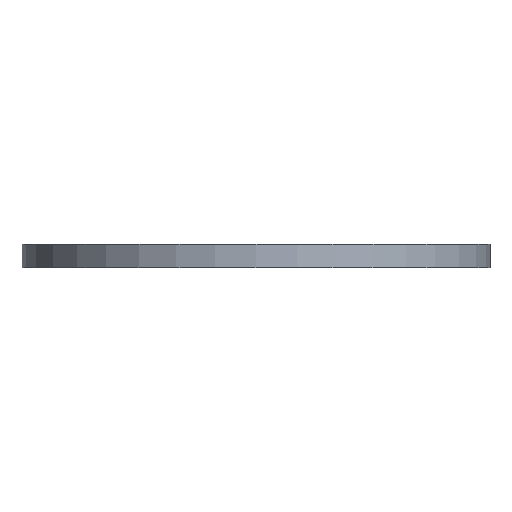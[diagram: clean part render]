
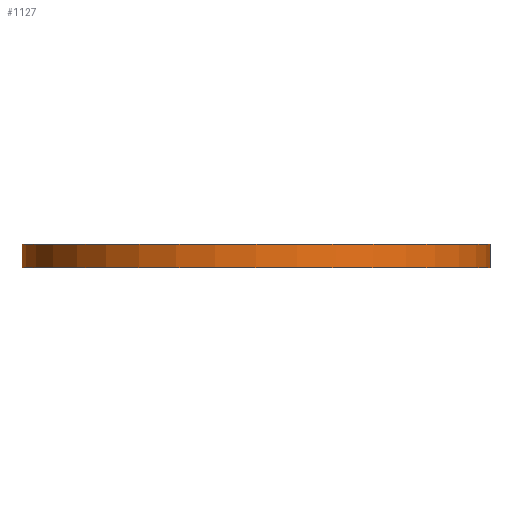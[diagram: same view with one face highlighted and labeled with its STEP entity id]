
A CAD part, front view. The second image highlights one B-rep face of the part: STEP entity #1127.
In plain terms, the highlighted cylindrical face has radius 50 mm (diameter 100 mm), a full revolution.
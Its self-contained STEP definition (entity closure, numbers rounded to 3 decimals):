
#101=CIRCLE('',#1215,50.);
#102=CIRCLE('',#1216,50.);
#123=CYLINDRICAL_SURFACE('',#1214,50.);
#176=FACE_OUTER_BOUND('',#231,.T.);
#231=EDGE_LOOP('',(#929,#930,#931,#932));
#326=LINE('',#2105,#379);
#379=VECTOR('',#1405,50.);
#552=VERTEX_POINT('',#2102);
#553=VERTEX_POINT('',#2104);
#714=EDGE_CURVE('',#552,#552,#101,.T.);
#715=EDGE_CURVE('',#552,#553,#326,.T.);
#716=EDGE_CURVE('',#553,#553,#102,.T.);
#929=ORIENTED_EDGE('',*,*,#714,.F.);
#930=ORIENTED_EDGE('',*,*,#715,.T.);
#931=ORIENTED_EDGE('',*,*,#716,.F.);
#932=ORIENTED_EDGE('',*,*,#715,.F.);
#1127=ADVANCED_FACE('',(#176),#123,.T.);
#1214=AXIS2_PLACEMENT_3D('',#2101,#1401,#1402);
#1215=AXIS2_PLACEMENT_3D('',#2103,#1403,#1404);
#1216=AXIS2_PLACEMENT_3D('',#2106,#1406,#1407);
#1401=DIRECTION('center_axis',(0.,0.,1.));
#1402=DIRECTION('ref_axis',(-1.,0.,0.));
#1403=DIRECTION('center_axis',(0.,0.,1.));
#1404=DIRECTION('ref_axis',(-1.,0.,0.));
#1405=DIRECTION('',(0.,0.,-1.));
#1406=DIRECTION('center_axis',(0.,0.,-1.));
#1407=DIRECTION('ref_axis',(-1.,0.,0.));
#2101=CARTESIAN_POINT('Origin',(0.,0.,0.));
#2102=CARTESIAN_POINT('',(50.,0.,5.));
#2103=CARTESIAN_POINT('Origin',(0.,0.,5.));
#2104=CARTESIAN_POINT('',(50.,0.,0.));
#2105=CARTESIAN_POINT('',(50.,0.,0.));
#2106=CARTESIAN_POINT('Origin',(0.,0.,0.));
